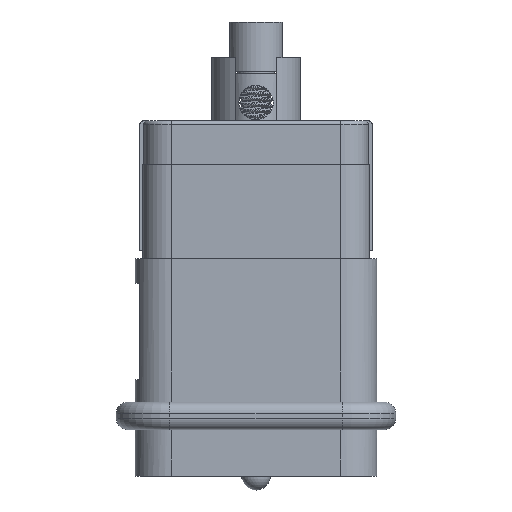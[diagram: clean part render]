
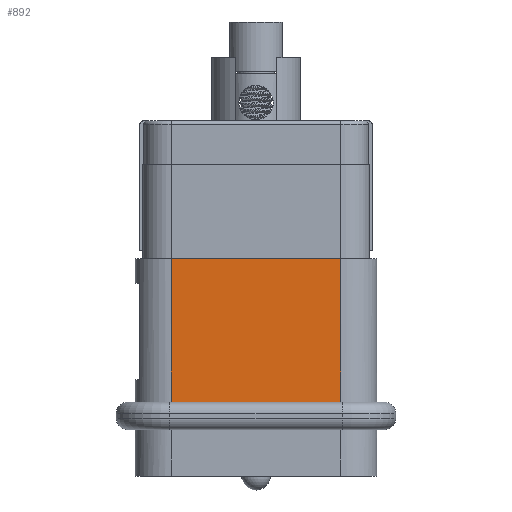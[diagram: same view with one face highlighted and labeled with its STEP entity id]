
A CAD part, front view. The second image highlights one B-rep face of the part: STEP entity #892.
In plain terms, the highlighted planar face has unit normal (0, -1, 0).
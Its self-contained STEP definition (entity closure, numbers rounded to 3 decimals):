
#529=PLANE('',#9616);
#892=ADVANCED_FACE('',(#1596),#529,.T.);
#1596=FACE_OUTER_BOUND('',#2103,.T.);
#2103=EDGE_LOOP('',(#3806,#3807,#3808,#3809));
#3806=ORIENTED_EDGE('',*,*,#7168,.F.);
#3807=ORIENTED_EDGE('',*,*,#7103,.F.);
#3808=ORIENTED_EDGE('',*,*,#7169,.T.);
#3809=ORIENTED_EDGE('',*,*,#7170,.T.);
#6168=VERTEX_POINT('',#13952);
#6170=VERTEX_POINT('',#13969);
#6222=VERTEX_POINT('',#14142);
#6223=VERTEX_POINT('',#14144);
#7103=EDGE_CURVE('',#6170,#6168,#8277,.T.);
#7168=EDGE_CURVE('',#6168,#6222,#8303,.T.);
#7169=EDGE_CURVE('',#6170,#6223,#8304,.T.);
#7170=EDGE_CURVE('',#6223,#6222,#8305,.T.);
#8277=LINE('',#13970,#8880);
#8303=LINE('',#14141,#8906);
#8304=LINE('',#14143,#8907);
#8305=LINE('',#14145,#8908);
#8880=VECTOR('',#10979,1.);
#8906=VECTOR('',#11117,1.);
#8907=VECTOR('',#11118,1.);
#8908=VECTOR('',#11119,1.);
#9616=AXIS2_PLACEMENT_3D('',#14146,#11120,#11121);
#10979=DIRECTION('',(0.,0.,-1.));
#11117=DIRECTION('',(-1.,0.,0.));
#11118=DIRECTION('',(-1.,0.,0.));
#11119=DIRECTION('',(0.,0.,-1.));
#11120=DIRECTION('',(0.,-1.,0.));
#11121=DIRECTION('',(0.,0.,-1.));
#13952=CARTESIAN_POINT('',(7.35,-10.875,24.05));
#13969=CARTESIAN_POINT('',(7.35,-10.875,36.5));
#13970=CARTESIAN_POINT('',(7.35,-10.875,47.1));
#14141=CARTESIAN_POINT('',(7.35,-10.875,24.05));
#14142=CARTESIAN_POINT('',(-7.35,-10.875,24.05));
#14143=CARTESIAN_POINT('',(7.35,-10.875,36.5));
#14144=CARTESIAN_POINT('',(-7.35,-10.875,36.5));
#14145=CARTESIAN_POINT('',(-7.35,-10.875,47.1));
#14146=CARTESIAN_POINT('',(7.35,-10.875,47.1));
